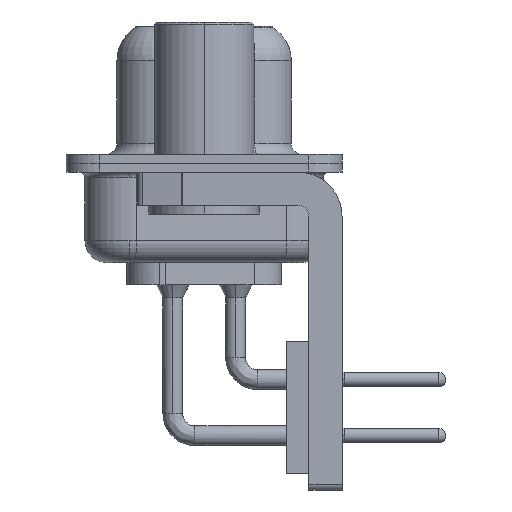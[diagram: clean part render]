
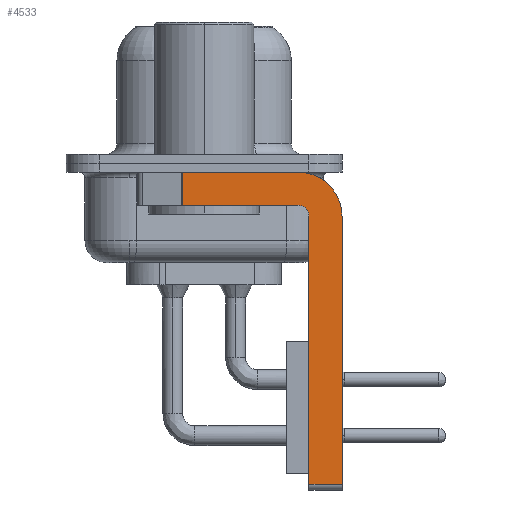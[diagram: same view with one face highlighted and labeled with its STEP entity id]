
A CAD part, left-side view. The second image highlights one B-rep face of the part: STEP entity #4533.
In plain terms, the highlighted planar face has unit normal (-1, 0, 0).
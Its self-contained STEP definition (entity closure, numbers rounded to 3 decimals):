
#36 = CARTESIAN_POINT ( 'NONE',  ( -2.9, -4.25, -14.55 ) ) ;
#262 = LINE ( 'NONE', #17425, #6945 ) ;
#391 = VERTEX_POINT ( 'NONE', #12931 ) ;
#491 = AXIS2_PLACEMENT_3D ( 'NONE', #7595, #17727, #9067 ) ;
#548 = CARTESIAN_POINT ( 'NONE',  ( -2.9, -4.25, -2.4 ) ) ;
#845 = VERTEX_POINT ( 'NONE', #11573 ) ;
#920 = CARTESIAN_POINT ( 'NONE',  ( -2.9, 0.978, -1.9 ) ) ;
#1260 = ORIENTED_EDGE ( 'NONE', *, *, #15737, .F. ) ;
#1271 = VECTOR ( 'NONE', #9818, 1000. ) ;
#1541 = VECTOR ( 'NONE', #13358, 1000. ) ;
#1735 = DIRECTION ( 'NONE',  ( 0., 0., -1. ) ) ;
#1997 = DIRECTION ( 'NONE',  ( 0., 0., 1. ) ) ;
#2224 = LINE ( 'NONE', #8163, #14111 ) ;
#2745 = ORIENTED_EDGE ( 'NONE', *, *, #14582, .F. ) ;
#3173 = CARTESIAN_POINT ( 'NONE',  ( -2.9, -4.75, -2.4 ) ) ;
#3673 = VECTOR ( 'NONE', #1735, 1000. ) ;
#3895 = VERTEX_POINT ( 'NONE', #16852 ) ;
#4242 = EDGE_CURVE ( 'NONE', #845, #14115, #14226, .T. ) ;
#4533 = ADVANCED_FACE ( 'NONE', ( #10134 ), #11474, .F. ) ;
#4741 = VERTEX_POINT ( 'NONE', #4806 ) ;
#4747 = CARTESIAN_POINT ( 'NONE',  ( -2.9, 3., -0.4 ) ) ;
#4806 = CARTESIAN_POINT ( 'NONE',  ( -2.9, -4.75, -14.55 ) ) ;
#5068 = LINE ( 'NONE', #8373, #1271 ) ;
#5233 = ORIENTED_EDGE ( 'NONE', *, *, #6710, .F. ) ;
#5324 = LINE ( 'NONE', #4747, #1541 ) ;
#6202 = VECTOR ( 'NONE', #10035, 1000. ) ;
#6372 = CARTESIAN_POINT ( 'NONE',  ( -2.9, -4.25, -1.9 ) ) ;
#6710 = EDGE_CURVE ( 'NONE', #7887, #14115, #262, .T. ) ;
#6945 = VECTOR ( 'NONE', #7280, 1000. ) ;
#7280 = DIRECTION ( 'NONE',  ( 0., 1., 0. ) ) ;
#7572 = AXIS2_PLACEMENT_3D ( 'NONE', #12718, #11399, #11333 ) ;
#7595 = CARTESIAN_POINT ( 'NONE',  ( -2.9, -4.25, -2.4 ) ) ;
#7887 = VERTEX_POINT ( 'NONE', #6372 ) ;
#8163 = CARTESIAN_POINT ( 'NONE',  ( -2.9, -4.75, -14.8 ) ) ;
#8373 = CARTESIAN_POINT ( 'NONE',  ( -2.9, -6.25, -2.4 ) ) ;
#9067 = DIRECTION ( 'NONE',  ( 0., 0., -1. ) ) ;
#9456 = ORIENTED_EDGE ( 'NONE', *, *, #14727, .T. ) ;
#9818 = DIRECTION ( 'NONE',  ( 0., 0., -1. ) ) ;
#10035 = DIRECTION ( 'NONE',  ( 0., -1., 0. ) ) ;
#10134 = FACE_OUTER_BOUND ( 'NONE', #16934, .T. ) ;
#10183 = ORIENTED_EDGE ( 'NONE', *, *, #4242, .T. ) ;
#10338 = ORIENTED_EDGE ( 'NONE', *, *, #17633, .F. ) ;
#10549 = DIRECTION ( 'NONE',  ( -1., 0., 0. ) ) ;
#11333 = DIRECTION ( 'NONE',  ( 0., 0., -1. ) ) ;
#11392 = ORIENTED_EDGE ( 'NONE', *, *, #14332, .F. ) ;
#11399 = DIRECTION ( 'NONE',  ( 1., 0., 0. ) ) ;
#11474 = PLANE ( 'NONE',  #7572 ) ;
#11573 = CARTESIAN_POINT ( 'NONE',  ( -2.9, 0.978, -0.4 ) ) ;
#12642 = VERTEX_POINT ( 'NONE', #3173 ) ;
#12718 = CARTESIAN_POINT ( 'NONE',  ( -2.9, -4.25, -2.4 ) ) ;
#12850 = CARTESIAN_POINT ( 'NONE',  ( -2.9, 0.978, -1.9 ) ) ;
#12931 = CARTESIAN_POINT ( 'NONE',  ( -2.9, -6.25, -14.55 ) ) ;
#13358 = DIRECTION ( 'NONE',  ( 0., -1., 0. ) ) ;
#13488 = VERTEX_POINT ( 'NONE', #14267 ) ;
#14048 = CIRCLE ( 'NONE', #491, 2. ) ;
#14111 = VECTOR ( 'NONE', #16835, 1000. ) ;
#14115 = VERTEX_POINT ( 'NONE', #12850 ) ;
#14226 = LINE ( 'NONE', #920, #3673 ) ;
#14267 = CARTESIAN_POINT ( 'NONE',  ( -2.9, -4.25, -0.4 ) ) ;
#14332 = EDGE_CURVE ( 'NONE', #845, #13488, #5324, .T. ) ;
#14582 = EDGE_CURVE ( 'NONE', #4741, #12642, #2224, .T. ) ;
#14727 = EDGE_CURVE ( 'NONE', #4741, #391, #17272, .T. ) ;
#15001 = EDGE_CURVE ( 'NONE', #12642, #7887, #15008, .T. ) ;
#15008 = CIRCLE ( 'NONE', #15586, 0.5 ) ;
#15586 = AXIS2_PLACEMENT_3D ( 'NONE', #548, #10549, #1997 ) ;
#15737 = EDGE_CURVE ( 'NONE', #3895, #391, #5068, .T. ) ;
#16835 = DIRECTION ( 'NONE',  ( 0., 0., 1. ) ) ;
#16852 = CARTESIAN_POINT ( 'NONE',  ( -2.9, -6.25, -2.4 ) ) ;
#16934 = EDGE_LOOP ( 'NONE', ( #11392, #10183, #5233, #17778, #2745, #9456, #1260, #10338 ) ) ;
#17272 = LINE ( 'NONE', #36, #6202 ) ;
#17425 = CARTESIAN_POINT ( 'NONE',  ( -2.9, -4.25, -1.9 ) ) ;
#17633 = EDGE_CURVE ( 'NONE', #13488, #3895, #14048, .T. ) ;
#17727 = DIRECTION ( 'NONE',  ( 1., 0., 0. ) ) ;
#17778 = ORIENTED_EDGE ( 'NONE', *, *, #15001, .F. ) ;
